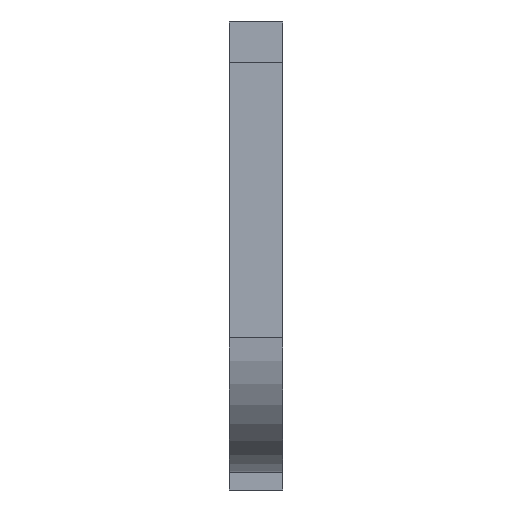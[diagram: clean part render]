
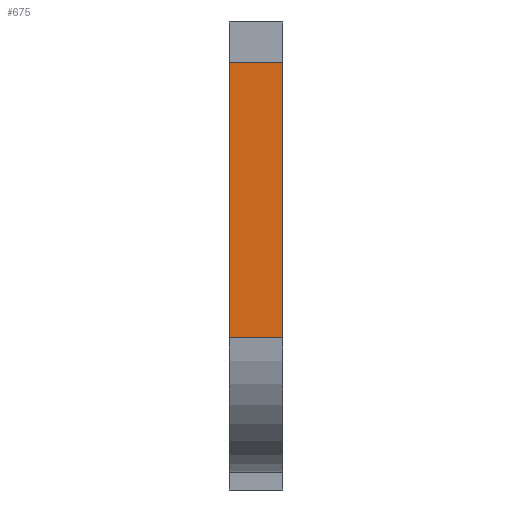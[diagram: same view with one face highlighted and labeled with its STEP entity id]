
A CAD part, front view. The second image highlights one B-rep face of the part: STEP entity #675.
In plain terms, the highlighted planar face has unit normal (0, -1, 0).
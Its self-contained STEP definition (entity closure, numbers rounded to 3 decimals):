
#27=CARTESIAN_POINT('POINT5',(2.,0.,0.));
#28=VERTEX_POINT('VERTEX5',#27);
#35=CARTESIAN_POINT('POINT6',(2.,0.,-10.31));
#36=VERTEX_POINT('VERTEX6',#35);
#37=CARTESIAN_POINT('POS5',(2.,0.,0.));
#38=DIRECTION('DIR5',(0.,0.,-1.));
#39=VECTOR('VEC5',#38,1.);
#40=LINE('STRAIGHT5',#37,#39);
#41=EDGE_CURVE('EDGE5',#28,#36,#40,.T.);
#628=CARTESIAN_POINT('POINT48',(0.,0.,0.));
#629=VERTEX_POINT('VERTEX48',#628);
#636=CARTESIAN_POINT('POS78',(0.,0.,0.));
#637=DIRECTION('DIR107',(1.,0.,0.));
#638=VECTOR('VEC49',#637,1.);
#639=LINE('STRAIGHT49',#636,#638);
#640=EDGE_CURVE('EDGE63',#629,#28,#639,.T.);
#652=ORIENTED_EDGE('COEDGE93',*,*,#41,.F.);
#653=ORIENTED_EDGE('COEDGE94',*,*,#640,.F.);
#654=CARTESIAN_POINT('POINT49',(0.,0.,-10.31));
#655=VERTEX_POINT('VERTEX49',#654);
#656=CARTESIAN_POINT('POS80',(0.,0.,0.));
#657=DIRECTION('DIR110',(0.,0.,-1.));
#658=VECTOR('VEC50',#657,1.);
#659=LINE('STRAIGHT50',#656,#658);
#660=EDGE_CURVE('EDGE64',#629,#655,#659,.T.);
#661=ORIENTED_EDGE('COEDGE95',*,*,#660,.T.);
#662=CARTESIAN_POINT('POS81',(0.,0.,-10.31));
#663=DIRECTION('DIR111',(1.,0.,0.));
#664=VECTOR('VEC51',#663,1.);
#665=LINE('STRAIGHT51',#662,#664);
#666=EDGE_CURVE('EDGE65',#655,#36,#665,.T.);
#667=ORIENTED_EDGE('COEDGE96',*,*,#666,.T.);
#668=EDGE_LOOP('NONE',(#652,#653,#661,#667));
#669=FACE_BOUND('LOOP1',#668,.T.);
#670=CARTESIAN_POINT('POS82',(0.,0.,0.));
#671=DIRECTION('DIR112',(0.,-1.,0.));
#672=DIRECTION('DIR113',(1.,0.,0.));
#673=AXIS2_PLACEMENT_3D('AXIS31',#670,#671,#672);
#674=PLANE('PLANE11',#673);
#675=ADVANCED_FACE('FACE17',(#669),#674,.T.);
